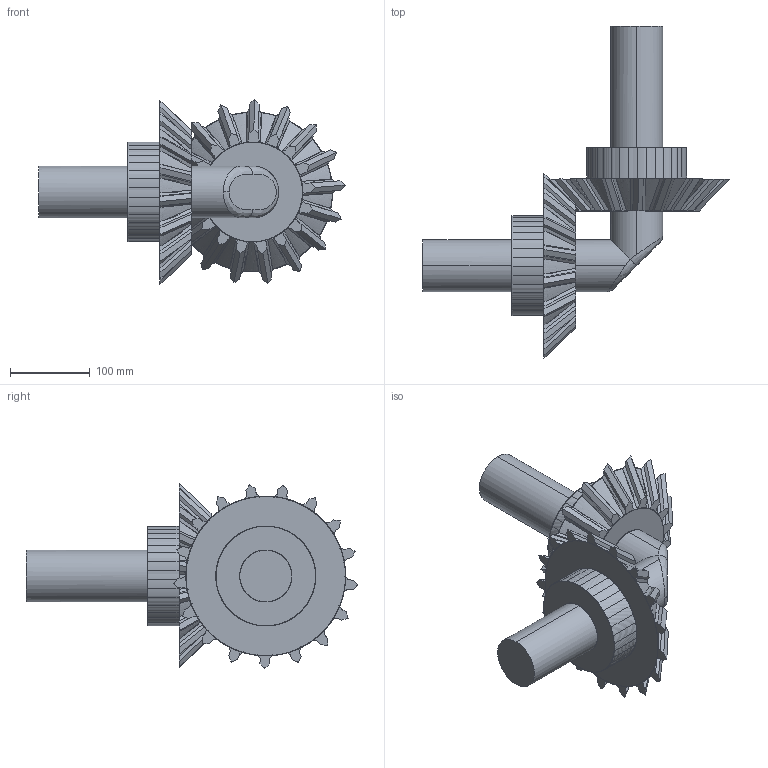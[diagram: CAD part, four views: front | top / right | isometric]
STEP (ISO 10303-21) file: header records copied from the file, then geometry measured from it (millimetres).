
FILE_DESCRIPTION (( 'STEP AP203' ), '1' );
FILE_NAME ('Montaj2.STEP', '2023-05-02T11:18:30', ( '' ), ( '' ), 'SwSTEP 2.0', 'SolidWorks 2019', '' );
FILE_SCHEMA (( 'CONFIG_CONTROL_DESIGN' ));
Length unit declared in the file: millimetre
Products named in the file (3): diþli; borular; Montaj2
Assembly tree (3 placements, depth 2):
  Montaj2
    borular
    diþli  x2
Bounding box: 383.19 x 415.38 x 231.97 mm (x, y, z)
Surface area: 3457848.6 mm2
Topology: 35 solids, 35 shells, 554 faces, 1348 edges, 898 vertices
Faces by surface type: plane 241, bspline 173, cylinder 140
Entity records: 14737 total; most frequent: CARTESIAN_POINT 8070, ORIENTED_EDGE 1370, DIRECTION 1145, EDGE_CURVE 685, VERTEX_POINT 456, AXIS2_PLACEMENT_3D 392, VECTOR 361, LINE 361
